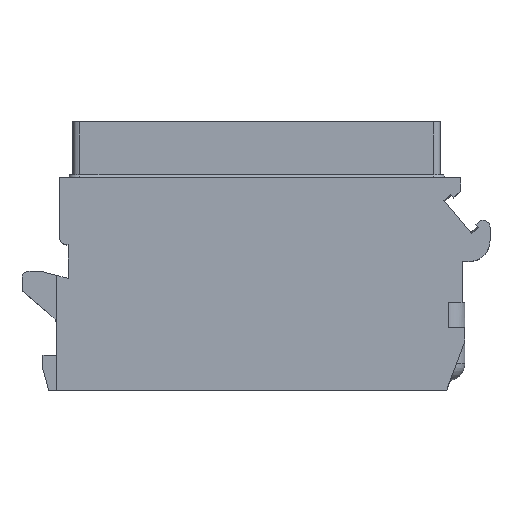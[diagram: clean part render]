
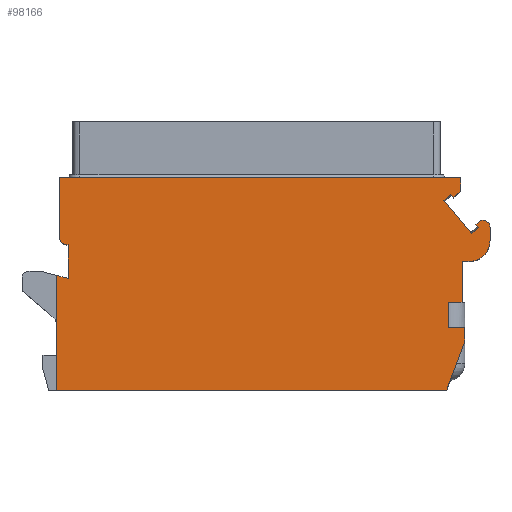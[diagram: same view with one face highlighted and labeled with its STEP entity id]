
A CAD part, top view. The second image highlights one B-rep face of the part: STEP entity #98166.
In plain terms, the highlighted planar face has unit normal (0, 0, 1).
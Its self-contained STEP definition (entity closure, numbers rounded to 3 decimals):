
#98=DIRECTION('',(0.643,-0.766,0.));
#99=VECTOR('',#98,0.3);
#100=CARTESIAN_POINT('',(15.698,11.873,7.));
#101=LINE('',#100,#99);
#102=DIRECTION('',(0.766,0.643,0.));
#103=VECTOR('',#102,0.236);
#104=CARTESIAN_POINT('',(15.698,11.873,7.));
#105=LINE('',#104,#103);
#106=DIRECTION('',(0.,1.,0.));
#107=VECTOR('',#106,0.942);
#108=CARTESIAN_POINT('',(16.7,10.7,7.));
#109=LINE('',#108,#107);
#110=DIRECTION('',(-1.,0.,0.));
#111=VECTOR('',#110,0.5);
#112=CARTESIAN_POINT('',(15.2,9.2,7.));
#113=LINE('',#112,#111);
#114=DIRECTION('',(0.,-1.,0.));
#115=VECTOR('',#114,2.9);
#116=CARTESIAN_POINT('',(14.7,9.2,7.));
#117=LINE('',#116,#115);
#118=DIRECTION('',(-1.,0.,0.));
#119=VECTOR('',#118,1.);
#120=CARTESIAN_POINT('',(14.7,6.3,7.));
#121=LINE('',#120,#119);
#122=DIRECTION('',(0.,-1.,0.));
#123=VECTOR('',#122,1.8);
#124=CARTESIAN_POINT('',(13.7,6.3,7.));
#125=LINE('',#124,#123);
#126=DIRECTION('',(1.,0.,0.));
#127=VECTOR('',#126,1.2);
#128=CARTESIAN_POINT('',(13.7,4.5,7.));
#129=LINE('',#128,#127);
#130=DIRECTION('',(0.,-1.,0.));
#131=VECTOR('',#130,1.);
#132=CARTESIAN_POINT('',(14.9,4.5,7.));
#133=LINE('',#132,#131);
#134=DIRECTION('',(-0.348,-0.937,0.));
#135=VECTOR('',#134,3.734);
#136=CARTESIAN_POINT('',(14.9,3.5,7.));
#137=LINE('',#136,#135);
#138=DIRECTION('',(1.,0.,0.));
#139=VECTOR('',#138,27.9);
#140=CARTESIAN_POINT('',(-14.3,0.,7.));
#141=LINE('',#140,#139);
#142=DIRECTION('',(0.966,-0.259,0.));
#143=VECTOR('',#142,0.828);
#144=CARTESIAN_POINT('',(-14.3,8.205,7.));
#145=LINE('',#144,#143);
#146=DIRECTION('',(0.,1.,0.));
#147=VECTOR('',#146,2.409);
#148=CARTESIAN_POINT('',(-13.5,7.991,7.));
#149=LINE('',#148,#147);
#150=DIRECTION('',(-1.,0.,0.));
#151=VECTOR('',#150,0.1);
#152=CARTESIAN_POINT('',(-13.5,10.4,7.));
#153=LINE('',#152,#151);
#154=CARTESIAN_POINT('',(-13.6,10.9,7.));
#155=DIRECTION('',(0.,0.,1.));
#156=DIRECTION('',(-1.,0.,0.));
#157=AXIS2_PLACEMENT_3D('',#154,#155,#156);
#159=DIRECTION('',(0.,-1.,0.));
#160=VECTOR('',#159,4.3);
#161=CARTESIAN_POINT('',(-14.1,15.2,7.));
#162=LINE('',#161,#160);
#163=DIRECTION('',(-1.,0.,0.));
#164=VECTOR('',#163,28.7);
#165=CARTESIAN_POINT('',(14.6,15.2,7.));
#166=LINE('',#165,#164);
#167=DIRECTION('',(0.,-1.,0.));
#168=VECTOR('',#167,0.985);
#169=CARTESIAN_POINT('',(14.6,15.2,7.));
#170=LINE('',#169,#168);
#171=DIRECTION('',(-0.766,-0.643,0.));
#172=VECTOR('',#171,0.665);
#173=CARTESIAN_POINT('',(14.6,14.215,7.));
#174=LINE('',#173,#172);
#175=DIRECTION('',(0.643,-0.766,0.));
#176=VECTOR('',#175,0.3);
#177=CARTESIAN_POINT('',(13.898,14.018,7.));
#178=LINE('',#177,#176);
#179=DIRECTION('',(0.643,-0.766,0.));
#180=VECTOR('',#179,3.1);
#181=CARTESIAN_POINT('',(13.4,13.6,7.));
#182=LINE('',#181,#180);
#195=CARTESIAN_POINT('',(16.2,11.642,7.));
#196=DIRECTION('',(0.,0.,1.));
#197=DIRECTION('',(1.,0.,0.));
#198=AXIS2_PLACEMENT_3D('',#195,#196,#197);
#222=CARTESIAN_POINT('',(15.2,10.7,7.));
#223=DIRECTION('',(0.,0.,-1.));
#224=DIRECTION('',(1.,0.,0.));
#225=AXIS2_PLACEMENT_3D('',#222,#223,#224);
#474=DIRECTION('',(0.,-1.,0.));
#475=VECTOR('',#474,8.205);
#476=CARTESIAN_POINT('',(-14.3,8.205,7.));
#477=LINE('',#476,#475);
#690=DIRECTION('',(0.766,0.643,0.));
#691=VECTOR('',#690,0.65);
#692=CARTESIAN_POINT('',(13.4,13.6,7.));
#693=LINE('',#692,#691);
#714=DIRECTION('',(-0.766,-0.643,0.));
#715=VECTOR('',#714,0.65);
#716=CARTESIAN_POINT('',(15.891,11.643,7.));
#717=LINE('',#716,#715);
#84289=CARTESIAN_POINT('',(-13.5,7.991,7.));
#84290=CARTESIAN_POINT('',(-13.5,10.4,7.));
#84291=VERTEX_POINT('',#84289);
#84292=VERTEX_POINT('',#84290);
#84293=CARTESIAN_POINT('',(-14.1,10.9,7.));
#84294=CARTESIAN_POINT('',(-13.6,10.4,7.));
#84295=VERTEX_POINT('',#84293);
#84296=VERTEX_POINT('',#84294);
#84297=CARTESIAN_POINT('',(-14.1,15.2,7.));
#84298=VERTEX_POINT('',#84297);
#84299=CARTESIAN_POINT('',(-14.3,8.205,7.));
#84301=VERTEX_POINT('',#84299);
#84311=CARTESIAN_POINT('',(-14.3,0.,7.));
#84312=VERTEX_POINT('',#84311);
#84355=CARTESIAN_POINT('',(14.7,9.2,7.));
#84357=VERTEX_POINT('',#84355);
#84371=CARTESIAN_POINT('',(14.7,6.3,7.));
#84372=CARTESIAN_POINT('',(13.7,6.3,7.));
#84373=VERTEX_POINT('',#84371);
#84374=VERTEX_POINT('',#84372);
#84375=CARTESIAN_POINT('',(13.7,4.5,7.));
#84376=VERTEX_POINT('',#84375);
#84377=CARTESIAN_POINT('',(14.9,4.5,7.));
#84378=VERTEX_POINT('',#84377);
#84379=CARTESIAN_POINT('',(14.9,3.5,7.));
#84380=VERTEX_POINT('',#84379);
#84381=CARTESIAN_POINT('',(13.6,0.,7.));
#84382=VERTEX_POINT('',#84381);
#84384=CARTESIAN_POINT('',(16.7,10.7,7.));
#84386=VERTEX_POINT('',#84384);
#84388=CARTESIAN_POINT('',(15.2,9.2,7.));
#84390=VERTEX_POINT('',#84388);
#84412=CARTESIAN_POINT('',(14.6,15.2,7.));
#84413=CARTESIAN_POINT('',(14.6,14.215,7.));
#84414=VERTEX_POINT('',#84412);
#84415=VERTEX_POINT('',#84413);
#84417=CARTESIAN_POINT('',(16.7,11.642,7.));
#84419=VERTEX_POINT('',#84417);
#84421=CARTESIAN_POINT('',(15.879,12.025,7.));
#84423=VERTEX_POINT('',#84421);
#86719=CARTESIAN_POINT('',(15.393,11.225,7.));
#86721=VERTEX_POINT('',#86719);
#86729=CARTESIAN_POINT('',(13.4,13.6,7.));
#86730=VERTEX_POINT('',#86729);
#86735=CARTESIAN_POINT('',(14.091,13.788,7.));
#86736=VERTEX_POINT('',#86735);
#86738=CARTESIAN_POINT('',(13.898,14.018,7.));
#86740=VERTEX_POINT('',#86738);
#86745=CARTESIAN_POINT('',(15.698,11.873,7.));
#86746=VERTEX_POINT('',#86745);
#86747=CARTESIAN_POINT('',(15.891,11.643,7.));
#86749=VERTEX_POINT('',#86747);
#98108=CARTESIAN_POINT('',(0.,0.,7.));
#98109=DIRECTION('',(0.,0.,1.));
#98110=DIRECTION('',(1.,0.,0.));
#98111=AXIS2_PLACEMENT_3D('',#98108,#98109,#98110);
#98112=PLANE('',#98111);
#98113=ORIENTED_EDGE('',*,*,#98098,.F.);
#98115=ORIENTED_EDGE('',*,*,#98114,.T.);
#98117=ORIENTED_EDGE('',*,*,#98116,.F.);
#98119=ORIENTED_EDGE('',*,*,#98118,.F.);
#98121=ORIENTED_EDGE('',*,*,#98120,.T.);
#98123=ORIENTED_EDGE('',*,*,#98122,.T.);
#98125=ORIENTED_EDGE('',*,*,#98124,.T.);
#98127=ORIENTED_EDGE('',*,*,#98126,.T.);
#98129=ORIENTED_EDGE('',*,*,#98128,.T.);
#98131=ORIENTED_EDGE('',*,*,#98130,.T.);
#98133=ORIENTED_EDGE('',*,*,#98132,.T.);
#98135=ORIENTED_EDGE('',*,*,#98134,.T.);
#98137=ORIENTED_EDGE('',*,*,#98136,.F.);
#98139=ORIENTED_EDGE('',*,*,#98138,.F.);
#98141=ORIENTED_EDGE('',*,*,#98140,.T.);
#98143=ORIENTED_EDGE('',*,*,#98142,.T.);
#98145=ORIENTED_EDGE('',*,*,#98144,.T.);
#98147=ORIENTED_EDGE('',*,*,#98146,.F.);
#98149=ORIENTED_EDGE('',*,*,#98148,.F.);
#98151=ORIENTED_EDGE('',*,*,#98150,.F.);
#98153=ORIENTED_EDGE('',*,*,#98152,.T.);
#98155=ORIENTED_EDGE('',*,*,#98154,.T.);
#98157=ORIENTED_EDGE('',*,*,#98156,.F.);
#98159=ORIENTED_EDGE('',*,*,#98158,.F.);
#98161=ORIENTED_EDGE('',*,*,#98160,.T.);
#98163=ORIENTED_EDGE('',*,*,#98162,.F.);
#98164=EDGE_LOOP('',(#98113,#98115,#98117,#98119,#98121,#98123,#98125,#98127,
#98129,#98131,#98133,#98135,#98137,#98139,#98141,#98143,#98145,#98147,#98149,
#98151,#98153,#98155,#98157,#98159,#98161,#98163));
#98165=FACE_OUTER_BOUND('',#98164,.F.);
#98166=ADVANCED_FACE('',(#98165),#98112,.T.);
#158=CIRCLE('',#157,0.5);
#199=CIRCLE('',#198,0.5);
#226=CIRCLE('',#225,1.5);
#98098=EDGE_CURVE('',#86746,#86749,#101,.T.);
#98114=EDGE_CURVE('',#86746,#84423,#105,.T.);
#98116=EDGE_CURVE('',#84419,#84423,#199,.T.);
#98118=EDGE_CURVE('',#84386,#84419,#109,.T.);
#98120=EDGE_CURVE('',#84386,#84390,#226,.T.);
#98122=EDGE_CURVE('',#84390,#84357,#113,.T.);
#98124=EDGE_CURVE('',#84357,#84373,#117,.T.);
#98126=EDGE_CURVE('',#84373,#84374,#121,.T.);
#98128=EDGE_CURVE('',#84374,#84376,#125,.T.);
#98130=EDGE_CURVE('',#84376,#84378,#129,.T.);
#98132=EDGE_CURVE('',#84378,#84380,#133,.T.);
#98134=EDGE_CURVE('',#84380,#84382,#137,.T.);
#98136=EDGE_CURVE('',#84312,#84382,#141,.T.);
#98138=EDGE_CURVE('',#84301,#84312,#477,.T.);
#98140=EDGE_CURVE('',#84301,#84291,#145,.T.);
#98142=EDGE_CURVE('',#84291,#84292,#149,.T.);
#98144=EDGE_CURVE('',#84292,#84296,#153,.T.);
#98146=EDGE_CURVE('',#84295,#84296,#158,.T.);
#98148=EDGE_CURVE('',#84298,#84295,#162,.T.);
#98150=EDGE_CURVE('',#84414,#84298,#166,.T.);
#98152=EDGE_CURVE('',#84414,#84415,#170,.T.);
#98154=EDGE_CURVE('',#84415,#86736,#174,.T.);
#98156=EDGE_CURVE('',#86740,#86736,#178,.T.);
#98158=EDGE_CURVE('',#86730,#86740,#693,.T.);
#98160=EDGE_CURVE('',#86730,#86721,#182,.T.);
#98162=EDGE_CURVE('',#86749,#86721,#717,.T.);
